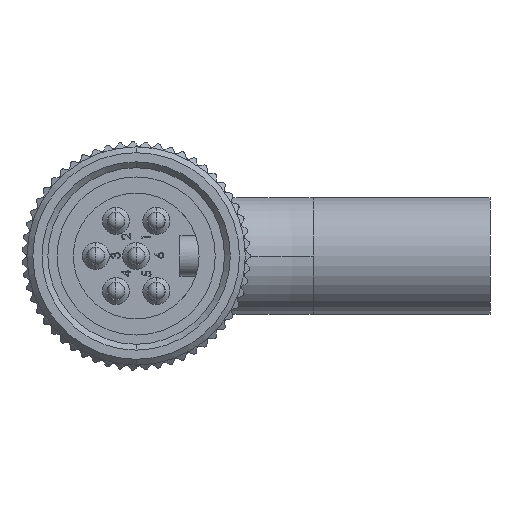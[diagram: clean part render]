
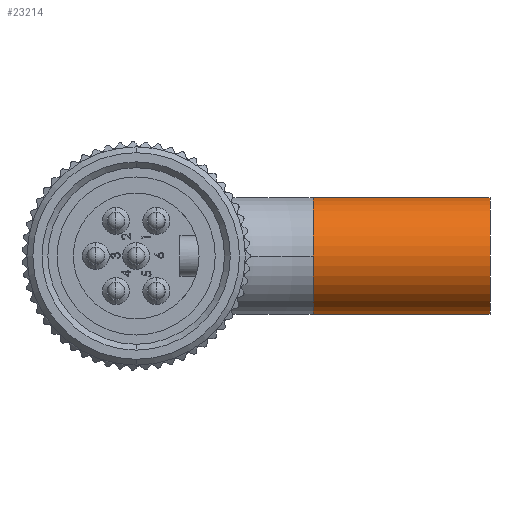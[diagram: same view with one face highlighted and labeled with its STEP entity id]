
A CAD part, left-side view. The second image highlights one B-rep face of the part: STEP entity #23214.
In plain terms, the highlighted cylindrical face has radius 6.605 mm (diameter 13.21 mm), a partial arc.
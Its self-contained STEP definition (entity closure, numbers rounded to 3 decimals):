
#212 = EDGE_CURVE ( 'NONE', #4935, #15569, #1333, .T. ) ;
#777 = VERTEX_POINT ( 'NONE', #22956 ) ;
#1333 = CIRCLE ( 'NONE', #5232, 6.605 ) ;
#3284 = ORIENTED_EDGE ( 'NONE', *, *, #13858, .F. ) ;
#3441 = DIRECTION ( 'NONE',  ( 0., 0., -1. ) ) ;
#3455 = DIRECTION ( 'NONE',  ( 0., -1., 0. ) ) ;
#3513 = CARTESIAN_POINT ( 'NONE',  ( 72.195, -20., 0. ) ) ;
#3811 = EDGE_LOOP ( 'NONE', ( #3284, #9392, #13867, #10941, #22633 ) ) ;
#4066 = VECTOR ( 'NONE', #21175, 1000. ) ;
#4151 = FACE_OUTER_BOUND ( 'NONE', #3811, .T. ) ;
#4935 = VERTEX_POINT ( 'NONE', #18510 ) ;
#5232 = AXIS2_PLACEMENT_3D ( 'NONE', #3513, #3455, #3441 ) ;
#6601 = CIRCLE ( 'NONE', #17695, 6.605 ) ;
#7080 = EDGE_CURVE ( 'NONE', #15569, #777, #6601, .T. ) ;
#7139 = DIRECTION ( 'NONE',  ( 0., -1., 0. ) ) ;
#7237 = CARTESIAN_POINT ( 'NONE',  ( 72.195, -40., -6.605 ) ) ;
#7998 = CARTESIAN_POINT ( 'NONE',  ( 72.195, -20., -6.605 ) ) ;
#8064 = CARTESIAN_POINT ( 'NONE',  ( 72.195, -20., 0. ) ) ;
#8425 = CYLINDRICAL_SURFACE ( 'NONE', #22115, 6.605 ) ;
#8486 = DIRECTION ( 'NONE',  ( 0., -1., 0. ) ) ;
#8902 = LINE ( 'NONE', #12131, #4066 ) ;
#9392 = ORIENTED_EDGE ( 'NONE', *, *, #212, .T. ) ;
#10724 = VERTEX_POINT ( 'NONE', #18925 ) ;
#10941 = ORIENTED_EDGE ( 'NONE', *, *, #23197, .T. ) ;
#12131 = CARTESIAN_POINT ( 'NONE',  ( 72.195, -20., 6.605 ) ) ;
#12460 = CARTESIAN_POINT ( 'NONE',  ( 65.59, -20., 0. ) ) ;
#13858 = EDGE_CURVE ( 'NONE', #4935, #10724, #8902, .T. ) ;
#13867 = ORIENTED_EDGE ( 'NONE', *, *, #7080, .T. ) ;
#15105 = AXIS2_PLACEMENT_3D ( 'NONE', #17965, #7139, #19822 ) ;
#15569 = VERTEX_POINT ( 'NONE', #12460 ) ;
#15576 = EDGE_CURVE ( 'NONE', #10724, #20562, #15936, .T. ) ;
#15936 = CIRCLE ( 'NONE', #15105, 6.605 ) ;
#17695 = AXIS2_PLACEMENT_3D ( 'NONE', #19348, #8486, #21182 ) ;
#17965 = CARTESIAN_POINT ( 'NONE',  ( 72.195, -40., 0. ) ) ;
#18510 = CARTESIAN_POINT ( 'NONE',  ( 72.195, -20., 6.605 ) ) ;
#18640 = VECTOR ( 'NONE', #22527, 1000. ) ;
#18923 = DIRECTION ( 'NONE',  ( 0., -1., 0. ) ) ;
#18925 = CARTESIAN_POINT ( 'NONE',  ( 72.195, -40., 6.605 ) ) ;
#19207 = LINE ( 'NONE', #7998, #18640 ) ;
#19348 = CARTESIAN_POINT ( 'NONE',  ( 72.195, -20., 0. ) ) ;
#19822 = DIRECTION ( 'NONE',  ( 0., 0., -1. ) ) ;
#20562 = VERTEX_POINT ( 'NONE', #7237 ) ;
#20680 = DIRECTION ( 'NONE',  ( 0., 0., -1. ) ) ;
#21175 = DIRECTION ( 'NONE',  ( 0., -1., 0. ) ) ;
#21182 = DIRECTION ( 'NONE',  ( 0., 0., -1. ) ) ;
#22115 = AXIS2_PLACEMENT_3D ( 'NONE', #8064, #18923, #20680 ) ;
#22527 = DIRECTION ( 'NONE',  ( 0., -1., 0. ) ) ;
#22633 = ORIENTED_EDGE ( 'NONE', *, *, #15576, .F. ) ;
#22956 = CARTESIAN_POINT ( 'NONE',  ( 72.195, -20., -6.605 ) ) ;
#23197 = EDGE_CURVE ( 'NONE', #777, #20562, #19207, .T. ) ;
#23214 = ADVANCED_FACE ( 'NONE', ( #4151 ), #8425, .T. ) ;
